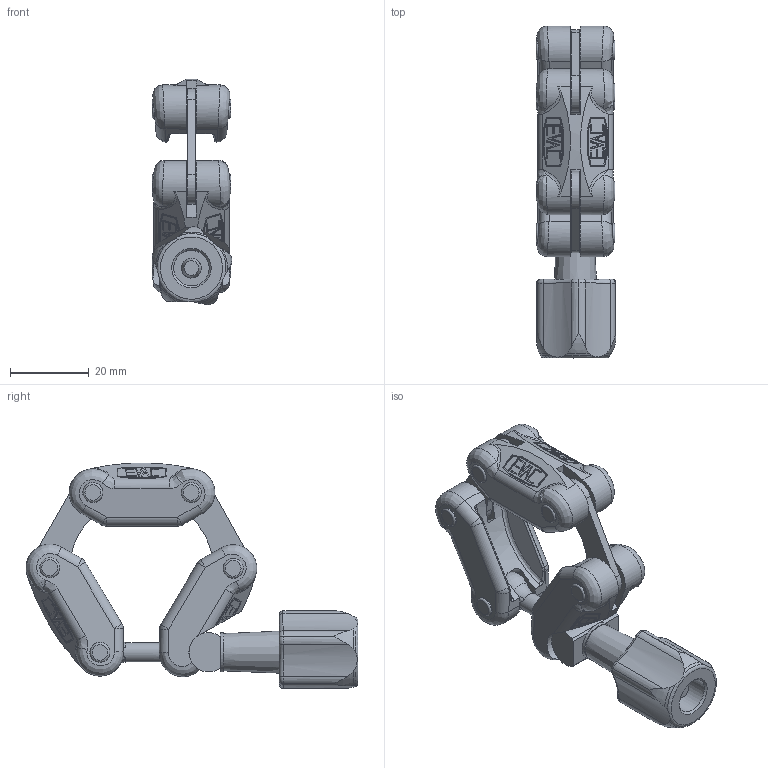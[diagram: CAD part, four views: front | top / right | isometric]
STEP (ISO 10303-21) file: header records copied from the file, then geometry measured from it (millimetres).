
FILE_DESCRIPTION(/* description */ (''),/* implementation_level */ '2;1');
FILE_NAME(/* name */ '30.016015.111.516',/* time_stamp */ '2019-06-21T09:16:04+02:00',/* author */ ('Murat Coskun Bicak'),/* organization */ ('Evac AG'),/* preprocessor_version */ 'ST-DEVELOPER v16.7',/* originating_system */ 'DEX',/* authorisation */ $);
FILE_SCHEMA (('AUTOMOTIVE_DESIGN {1 0 10303 214 3 1 1}'));
Length unit declared in the file: millimetre
Products named in the file (10): 30.016015.111.516; 03.231.001-AL; 03.231.002-AL; 03.231.003-AL; 03.031.022-IX; 03.020.008-IXMY; 03.034.001-IX; 03.036.003-AL; 00.1105.00-BZ; 03.033.003-GTX
Assembly tree (14 placements, depth 2):
  30.016015.111.516
    03.231.001-AL
    03.231.002-AL
    03.231.003-AL
    03.031.022-IX  x2
    03.020.008-IXMY  x5
    03.034.001-IX
    03.036.003-AL
    00.1105.00-BZ
    03.033.003-GTX
Bounding box: 20.3 x 84.26 x 57.32 mm (x, y, z)
Volume: 25822.7 mm3; surface area: 18728.2 mm2
Topology: 14 solids, 14 shells, 1443 faces, 3610 edges, 2149 vertices
Faces by surface type: cylinder 651, plane 412, sphere 175, torus 128, bspline 64, cone 13
Full cylindrical faces by diameter (mm): 5 x13, 5.1 x10, 5.2 x1, 5.3 x1, 9 x1, 10 x1
Entity records: 45039 total; most frequent: CARTESIAN_POINT 11875, DIRECTION 7122, ORIENTED_EDGE 6736, EDGE_CURVE 3368, AXIS2_PLACEMENT_3D 2761, VERTEX_POINT 2030, LINE 1600, VECTOR 1600
